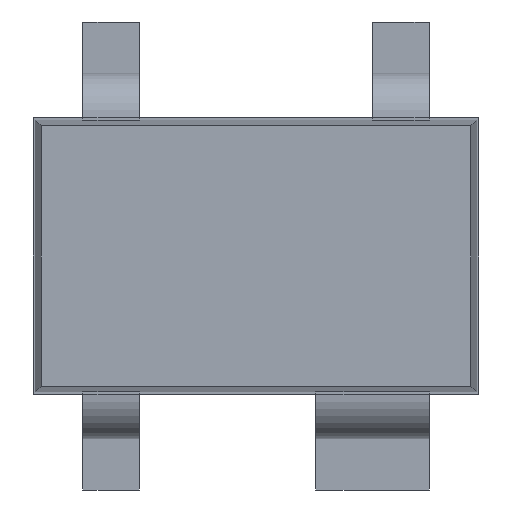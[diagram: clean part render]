
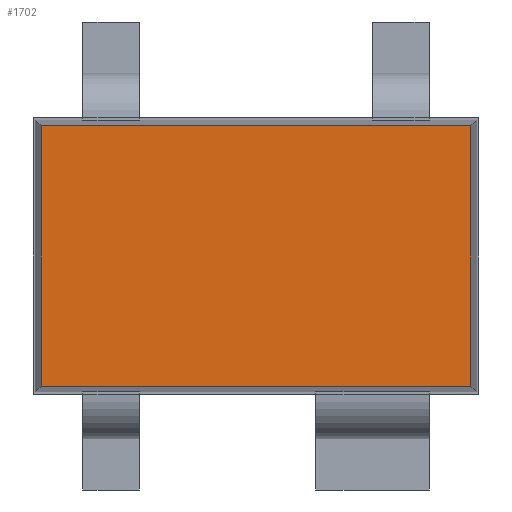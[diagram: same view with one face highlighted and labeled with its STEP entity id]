
A CAD part, front view. The second image highlights one B-rep face of the part: STEP entity #1702.
In plain terms, the highlighted planar face has unit normal (0, -1, 0).
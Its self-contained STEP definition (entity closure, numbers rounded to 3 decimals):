
#25 = VERTEX_POINT ( 'NONE', #577 ) ;
#34 = CARTESIAN_POINT ( 'NONE',  ( -0.99, -0.3, -0.584 ) ) ;
#83 = FACE_OUTER_BOUND ( 'NONE', #943, .T. ) ;
#222 = CARTESIAN_POINT ( 'NONE',  ( 0.964, -0.3, -0.584 ) ) ;
#266 = VECTOR ( 'NONE', #1406, 1000. ) ;
#577 = CARTESIAN_POINT ( 'NONE',  ( 0.964, -0.3, 0.584 ) ) ;
#602 = LINE ( 'NONE', #1166, #266 ) ;
#608 = EDGE_CURVE ( 'NONE', #25, #2500, #1412, .T. ) ;
#770 = CARTESIAN_POINT ( 'NONE',  ( -0.964, -0.3, -0.584 ) ) ;
#835 = EDGE_CURVE ( 'NONE', #2577, #25, #602, .T. ) ;
#841 = VECTOR ( 'NONE', #1484, 1000. ) ;
#943 = EDGE_LOOP ( 'NONE', ( #1873, #2595, #2543, #1736 ) ) ;
#995 = CARTESIAN_POINT ( 'NONE',  ( 0.99, -0.3, 0.584 ) ) ;
#1042 = DIRECTION ( 'NONE',  ( -1., 0., 0. ) ) ;
#1166 = CARTESIAN_POINT ( 'NONE',  ( 0.964, -0.3, -0.61 ) ) ;
#1354 = VERTEX_POINT ( 'NONE', #770 ) ;
#1364 = CARTESIAN_POINT ( 'NONE',  ( 0., -0.3, 0. ) ) ;
#1391 = VECTOR ( 'NONE', #1445, 1000. ) ;
#1406 = DIRECTION ( 'NONE',  ( 0., 0., 1. ) ) ;
#1412 = LINE ( 'NONE', #995, #2370 ) ;
#1445 = DIRECTION ( 'NONE',  ( 0., 0., -1. ) ) ;
#1456 = LINE ( 'NONE', #2308, #1391 ) ;
#1484 = DIRECTION ( 'NONE',  ( 1., 0., 0. ) ) ;
#1633 = EDGE_CURVE ( 'NONE', #1354, #2577, #1888, .T. ) ;
#1702 = ADVANCED_FACE ( 'NONE', ( #83 ), #1727, .T. ) ;
#1720 = DIRECTION ( 'NONE',  ( 0., 0., -1. ) ) ;
#1727 = PLANE ( 'NONE',  #2563 ) ;
#1736 = ORIENTED_EDGE ( 'NONE', *, *, #2166, .T. ) ;
#1773 = CARTESIAN_POINT ( 'NONE',  ( -0.964, -0.3, 0.584 ) ) ;
#1873 = ORIENTED_EDGE ( 'NONE', *, *, #1633, .T. ) ;
#1888 = LINE ( 'NONE', #34, #841 ) ;
#1989 = DIRECTION ( 'NONE',  ( 0., -1., 0. ) ) ;
#2166 = EDGE_CURVE ( 'NONE', #2500, #1354, #1456, .T. ) ;
#2308 = CARTESIAN_POINT ( 'NONE',  ( -0.964, -0.3, 0.61 ) ) ;
#2370 = VECTOR ( 'NONE', #1042, 1000. ) ;
#2500 = VERTEX_POINT ( 'NONE', #1773 ) ;
#2543 = ORIENTED_EDGE ( 'NONE', *, *, #608, .T. ) ;
#2563 = AXIS2_PLACEMENT_3D ( 'NONE', #1364, #1989, #1720 ) ;
#2577 = VERTEX_POINT ( 'NONE', #222 ) ;
#2595 = ORIENTED_EDGE ( 'NONE', *, *, #835, .T. ) ;
